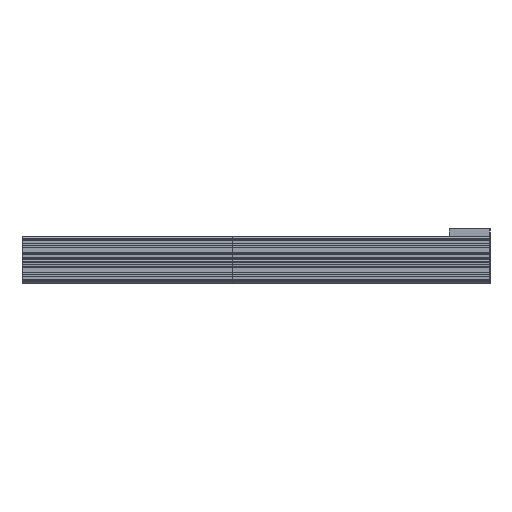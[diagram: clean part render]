
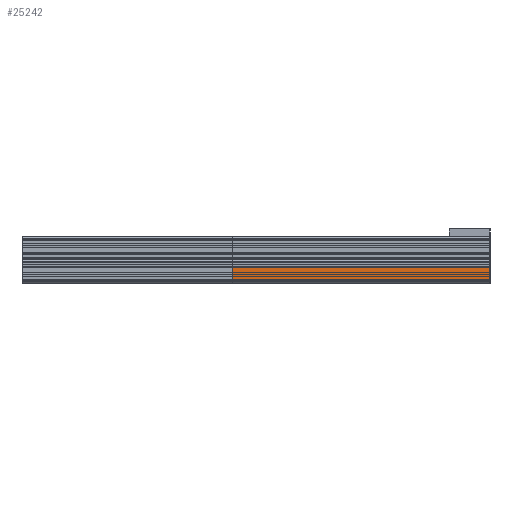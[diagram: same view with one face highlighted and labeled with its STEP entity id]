
A CAD part, left-side view. The second image highlights one B-rep face of the part: STEP entity #25242.
In plain terms, the highlighted planar face has unit normal (-1, 0, 0).
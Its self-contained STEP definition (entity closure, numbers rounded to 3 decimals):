
#198 = EDGE_CURVE ( 'NONE', #20284, #19867, #25302, .T. ) ;
#593 = ORIENTED_EDGE ( 'NONE', *, *, #4225, .T. ) ;
#2518 = CARTESIAN_POINT ( 'NONE',  ( -15., -165., -4.75 ) ) ;
#2810 = PLANE ( 'NONE',  #11148 ) ;
#2836 = EDGE_LOOP ( 'NONE', ( #593, #7052, #24991, #6902 ) ) ;
#3541 = VECTOR ( 'NONE', #8552, 1000. ) ;
#4225 = EDGE_CURVE ( 'NONE', #20203, #26091, #28715, .T. ) ;
#5947 = VECTOR ( 'NONE', #11388, 1000. ) ;
#6902 = ORIENTED_EDGE ( 'NONE', *, *, #24068, .T. ) ;
#7052 = ORIENTED_EDGE ( 'NONE', *, *, #14252, .F. ) ;
#7721 = DIRECTION ( 'NONE',  ( 0., 1., 0. ) ) ;
#8428 = CARTESIAN_POINT ( 'NONE',  ( -15., -165., -13. ) ) ;
#8552 = DIRECTION ( 'NONE',  ( 0., 0., -1. ) ) ;
#11148 = AXIS2_PLACEMENT_3D ( 'NONE', #23135, #27982, #14314 ) ;
#11177 = CARTESIAN_POINT ( 'NONE',  ( -15., 0., -13. ) ) ;
#11388 = DIRECTION ( 'NONE',  ( 0., 1., 0. ) ) ;
#12531 = CARTESIAN_POINT ( 'NONE',  ( -15., -165., -4.75 ) ) ;
#14252 = EDGE_CURVE ( 'NONE', #19867, #26091, #28736, .T. ) ;
#14269 = DIRECTION ( 'NONE',  ( 0., 0., -1. ) ) ;
#14314 = DIRECTION ( 'NONE',  ( 0., 0., -1. ) ) ;
#19121 = CARTESIAN_POINT ( 'NONE',  ( -15., -165., -4.75 ) ) ;
#19867 = VERTEX_POINT ( 'NONE', #21684 ) ;
#20203 = VERTEX_POINT ( 'NONE', #28405 ) ;
#20284 = VERTEX_POINT ( 'NONE', #12531 ) ;
#20642 = FACE_OUTER_BOUND ( 'NONE', #2836, .T. ) ;
#21684 = CARTESIAN_POINT ( 'NONE',  ( -15., -165., -13. ) ) ;
#22916 = VECTOR ( 'NONE', #14269, 1000. ) ;
#23022 = VECTOR ( 'NONE', #7721, 1000. ) ;
#23135 = CARTESIAN_POINT ( 'NONE',  ( -15., -165., -4.75 ) ) ;
#24068 = EDGE_CURVE ( 'NONE', #20284, #20203, #24488, .T. ) ;
#24488 = LINE ( 'NONE', #2518, #5947 ) ;
#24991 = ORIENTED_EDGE ( 'NONE', *, *, #198, .F. ) ;
#25242 = ADVANCED_FACE ( 'NONE', ( #20642 ), #2810, .F. ) ;
#25302 = LINE ( 'NONE', #19121, #22916 ) ;
#26091 = VERTEX_POINT ( 'NONE', #11177 ) ;
#27982 = DIRECTION ( 'NONE',  ( 1., 0., 0. ) ) ;
#28275 = CARTESIAN_POINT ( 'NONE',  ( -15., 0., -4.75 ) ) ;
#28405 = CARTESIAN_POINT ( 'NONE',  ( -15., 0., -4.75 ) ) ;
#28715 = LINE ( 'NONE', #28275, #3541 ) ;
#28736 = LINE ( 'NONE', #8428, #23022 ) ;
